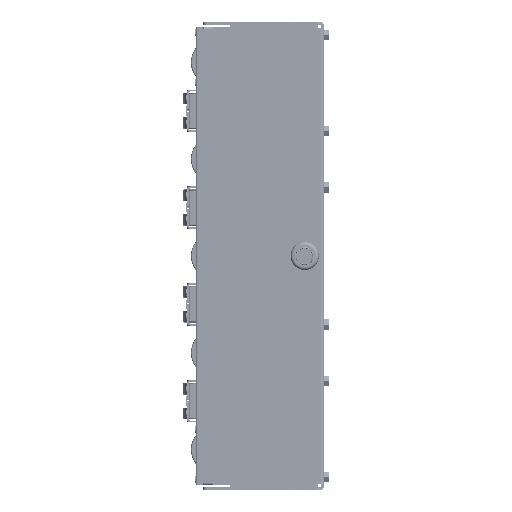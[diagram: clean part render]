
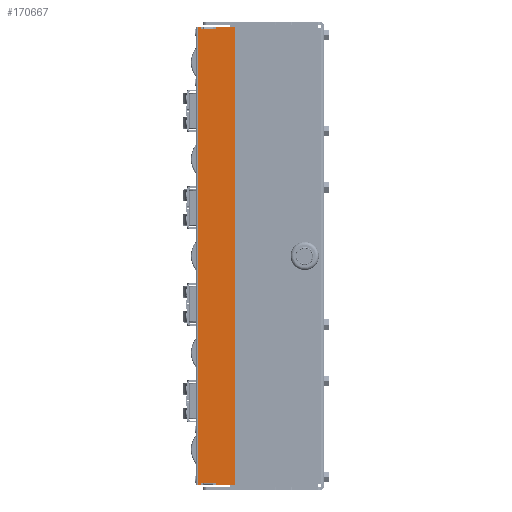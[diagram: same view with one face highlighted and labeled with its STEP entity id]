
A CAD part, left-side view. The second image highlights one B-rep face of the part: STEP entity #170667.
In plain terms, the highlighted planar face has unit normal (-1, 0, 0).
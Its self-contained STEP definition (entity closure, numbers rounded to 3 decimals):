
#14572=CIRCLE('',#187028,5.);
#14573=CIRCLE('',#187029,5.);
#23911=FACE_OUTER_BOUND('',#33766,.T.);
#33766=EDGE_LOOP('',(#134784,#134785,#134786,#134787,#134788,#134789,#134790,
#134791,#134792,#134793,#134794,#134795,#134796,#134797,#134798,#134799,
#134800,#134801,#134802,#134803,#134804,#134805));
#45850=LINE('',#280169,#58785);
#45852=LINE('',#280175,#58787);
#45857=LINE('',#280187,#58792);
#45858=LINE('',#280189,#58793);
#45859=LINE('',#280191,#58794);
#45860=LINE('',#280193,#58795);
#45861=LINE('',#280197,#58796);
#45862=LINE('',#280201,#58797);
#45863=LINE('',#280203,#58798);
#45864=LINE('',#280205,#58799);
#45865=LINE('',#280207,#58800);
#45866=LINE('',#280209,#58801);
#45867=LINE('',#280211,#58802);
#45868=LINE('',#280213,#58803);
#45869=LINE('',#280215,#58804);
#45870=LINE('',#280217,#58805);
#45871=LINE('',#280219,#58806);
#45872=LINE('',#280221,#58807);
#45873=LINE('',#280223,#58808);
#45874=LINE('',#280224,#58809);
#58785=VECTOR('',#228251,10.);
#58787=VECTOR('',#228257,10.);
#58792=VECTOR('',#228266,10.);
#58793=VECTOR('',#228267,10.);
#58794=VECTOR('',#228268,10.);
#58795=VECTOR('',#228269,10.);
#58796=VECTOR('',#228272,10.);
#58797=VECTOR('',#228275,10.);
#58798=VECTOR('',#228276,10.);
#58799=VECTOR('',#228277,10.);
#58800=VECTOR('',#228278,10.);
#58801=VECTOR('',#228279,10.);
#58802=VECTOR('',#228280,10.);
#58803=VECTOR('',#228281,10.);
#58804=VECTOR('',#228282,10.);
#58805=VECTOR('',#228283,10.);
#58806=VECTOR('',#228284,10.);
#58807=VECTOR('',#228285,10.);
#58808=VECTOR('',#228286,10.);
#58809=VECTOR('',#228287,10.);
#73824=VERTEX_POINT('',#280166);
#73825=VERTEX_POINT('',#280168);
#73827=VERTEX_POINT('',#280174);
#73832=VERTEX_POINT('',#280186);
#73833=VERTEX_POINT('',#280188);
#73834=VERTEX_POINT('',#280190);
#73835=VERTEX_POINT('',#280192);
#73836=VERTEX_POINT('',#280194);
#73837=VERTEX_POINT('',#280196);
#73838=VERTEX_POINT('',#280198);
#73839=VERTEX_POINT('',#280200);
#73840=VERTEX_POINT('',#280202);
#73841=VERTEX_POINT('',#280204);
#73842=VERTEX_POINT('',#280206);
#73843=VERTEX_POINT('',#280208);
#73844=VERTEX_POINT('',#280210);
#73845=VERTEX_POINT('',#280212);
#73846=VERTEX_POINT('',#280214);
#73847=VERTEX_POINT('',#280216);
#73848=VERTEX_POINT('',#280218);
#73849=VERTEX_POINT('',#280220);
#73850=VERTEX_POINT('',#280222);
#95036=EDGE_CURVE('',#73824,#73825,#45850,.T.);
#95039=EDGE_CURVE('',#73827,#73825,#45852,.T.);
#95045=EDGE_CURVE('',#73824,#73832,#45857,.T.);
#95046=EDGE_CURVE('',#73832,#73833,#45858,.T.);
#95047=EDGE_CURVE('',#73833,#73834,#45859,.T.);
#95048=EDGE_CURVE('',#73834,#73835,#45860,.T.);
#95049=EDGE_CURVE('',#73836,#73835,#14572,.T.);
#95050=EDGE_CURVE('',#73837,#73836,#45861,.T.);
#95051=EDGE_CURVE('',#73838,#73837,#14573,.T.);
#95052=EDGE_CURVE('',#73839,#73838,#45862,.T.);
#95053=EDGE_CURVE('',#73839,#73840,#45863,.T.);
#95054=EDGE_CURVE('',#73840,#73841,#45864,.T.);
#95055=EDGE_CURVE('',#73841,#73842,#45865,.T.);
#95056=EDGE_CURVE('',#73843,#73842,#45866,.T.);
#95057=EDGE_CURVE('',#73843,#73844,#45867,.T.);
#95058=EDGE_CURVE('',#73844,#73845,#45868,.T.);
#95059=EDGE_CURVE('',#73845,#73846,#45869,.T.);
#95060=EDGE_CURVE('',#73847,#73846,#45870,.T.);
#95061=EDGE_CURVE('',#73848,#73847,#45871,.T.);
#95062=EDGE_CURVE('',#73848,#73849,#45872,.T.);
#95063=EDGE_CURVE('',#73849,#73850,#45873,.T.);
#95064=EDGE_CURVE('',#73850,#73827,#45874,.T.);
#134784=ORIENTED_EDGE('',*,*,#95036,.F.);
#134785=ORIENTED_EDGE('',*,*,#95045,.T.);
#134786=ORIENTED_EDGE('',*,*,#95046,.T.);
#134787=ORIENTED_EDGE('',*,*,#95047,.T.);
#134788=ORIENTED_EDGE('',*,*,#95048,.T.);
#134789=ORIENTED_EDGE('',*,*,#95049,.F.);
#134790=ORIENTED_EDGE('',*,*,#95050,.F.);
#134791=ORIENTED_EDGE('',*,*,#95051,.F.);
#134792=ORIENTED_EDGE('',*,*,#95052,.F.);
#134793=ORIENTED_EDGE('',*,*,#95053,.T.);
#134794=ORIENTED_EDGE('',*,*,#95054,.T.);
#134795=ORIENTED_EDGE('',*,*,#95055,.T.);
#134796=ORIENTED_EDGE('',*,*,#95056,.F.);
#134797=ORIENTED_EDGE('',*,*,#95057,.T.);
#134798=ORIENTED_EDGE('',*,*,#95058,.T.);
#134799=ORIENTED_EDGE('',*,*,#95059,.T.);
#134800=ORIENTED_EDGE('',*,*,#95060,.F.);
#134801=ORIENTED_EDGE('',*,*,#95061,.F.);
#134802=ORIENTED_EDGE('',*,*,#95062,.T.);
#134803=ORIENTED_EDGE('',*,*,#95063,.T.);
#134804=ORIENTED_EDGE('',*,*,#95064,.T.);
#134805=ORIENTED_EDGE('',*,*,#95039,.T.);
#154401=PLANE('',#187027);
#170667=ADVANCED_FACE('',(#23911),#154401,.T.);
#187027=AXIS2_PLACEMENT_3D('',#280185,#228264,#228265);
#187028=AXIS2_PLACEMENT_3D('',#280195,#228270,#228271);
#187029=AXIS2_PLACEMENT_3D('',#280199,#228273,#228274);
#228251=DIRECTION('',(0.,1.,0.));
#228257=DIRECTION('',(0.,0.,-1.));
#228264=DIRECTION('center_axis',(-1.,0.,0.));
#228265=DIRECTION('ref_axis',(0.,0.,
-1.));
#228266=DIRECTION('',(0.,0.,1.));
#228267=DIRECTION('',(0.,-1.,0.));
#228268=DIRECTION('',(0.,0.,-1.));
#228269=DIRECTION('',(0.,-1.,0.));
#228270=DIRECTION('center_axis',(1.,0.,0.));
#228271=DIRECTION('ref_axis',(0.,-0.707,
-0.707));
#228272=DIRECTION('',(0.,0.,-1.));
#228273=DIRECTION('center_axis',(1.,0.,0.));
#228274=DIRECTION('ref_axis',(0.,-0.707,0.707));
#228275=DIRECTION('',(0.,-1.,0.));
#228276=DIRECTION('',(0.,0.,-1.));
#228277=DIRECTION('',(0.,1.,0.));
#228278=DIRECTION('',(0.,0.,1.));
#228279=DIRECTION('',(0.,-1.,0.));
#228280=DIRECTION('',(0.,0.,-1.));
#228281=DIRECTION('',(0.,1.,0.));
#228282=DIRECTION('',(0.,0.,1.));
#228283=DIRECTION('',(0.,-1.,0.));
#228284=DIRECTION('',(0.,0.,1.));
#228285=DIRECTION('',(0.,-1.,0.));
#228286=DIRECTION('',(0.,0.,1.));
#228287=DIRECTION('',(0.,-1.,0.));
#280166=CARTESIAN_POINT('',(183.766,-153.551,-289.365));
#280168=CARTESIAN_POINT('',(183.766,-141.851,-289.365));
#280169=CARTESIAN_POINT('',(183.766,-132.051,-289.365));
#280174=CARTESIAN_POINT('',(183.766,-141.851,-288.665));
#280175=CARTESIAN_POINT('',(183.766,-141.851,-6.365));
#280185=CARTESIAN_POINT('Origin',(183.766,-132.051,275.935));
#280186=CARTESIAN_POINT('',(183.766,-153.551,-288.665));
#280187=CARTESIAN_POINT('',(183.766,-153.551,-7.865));
#280188=CARTESIAN_POINT('',(183.766,-156.551,-288.665));
#280189=CARTESIAN_POINT('',(183.766,-142.801,-288.665));
#280190=CARTESIAN_POINT('',(183.766,-156.551,-291.665));
#280191=CARTESIAN_POINT('',(183.766,-156.551,-6.365));
#280192=CARTESIAN_POINT('',(183.766,-190.051,-291.665));
#280193=CARTESIAN_POINT('',(183.766,-132.051,-291.665));
#280194=CARTESIAN_POINT('',(183.766,-195.051,-286.665));
#280195=CARTESIAN_POINT('Origin',(183.766,-190.051,-286.665));
#280196=CARTESIAN_POINT('',(183.766,-195.051,270.935));
#280197=CARTESIAN_POINT('',(183.766,-195.051,-291.665));
#280198=CARTESIAN_POINT('',(183.766,-190.051,275.935));
#280199=CARTESIAN_POINT('Origin',(183.766,-190.051,270.935));
#280200=CARTESIAN_POINT('',(183.766,-156.551,275.935));
#280201=CARTESIAN_POINT('',(183.766,-132.051,275.935));
#280202=CARTESIAN_POINT('',(183.766,-156.551,272.935));
#280203=CARTESIAN_POINT('',(183.766,-156.551,275.935));
#280204=CARTESIAN_POINT('',(183.766,-153.551,272.935));
#280205=CARTESIAN_POINT('',(183.766,-144.301,272.935));
#280206=CARTESIAN_POINT('',(183.766,-153.551,273.635));
#280207=CARTESIAN_POINT('',(183.766,-153.551,274.435));
#280208=CARTESIAN_POINT('',(183.766,-141.851,273.635));
#280209=CARTESIAN_POINT('',(183.766,-132.051,273.635));
#280210=CARTESIAN_POINT('',(183.766,-141.851,272.935));
#280211=CARTESIAN_POINT('',(183.766,-141.851,275.935));
#280212=CARTESIAN_POINT('',(183.766,-138.851,272.935));
#280213=CARTESIAN_POINT('',(183.766,-136.951,272.935));
#280214=CARTESIAN_POINT('',(183.766,-138.851,275.935));
#280215=CARTESIAN_POINT('',(183.766,-138.851,274.435));
#280216=CARTESIAN_POINT('',(183.766,-134.351,275.935));
#280217=CARTESIAN_POINT('',(183.766,-132.051,275.935));
#280218=CARTESIAN_POINT('',(183.766,-134.351,-291.665));
#280219=CARTESIAN_POINT('',(183.766,-134.351,134.035));
#280220=CARTESIAN_POINT('',(183.766,-138.851,-291.665));
#280221=CARTESIAN_POINT('',(183.766,-132.051,-291.665));
#280222=CARTESIAN_POINT('',(183.766,-138.851,-288.665));
#280223=CARTESIAN_POINT('',(183.766,-138.851,-7.865));
#280224=CARTESIAN_POINT('',(183.766,-135.451,-288.665));
